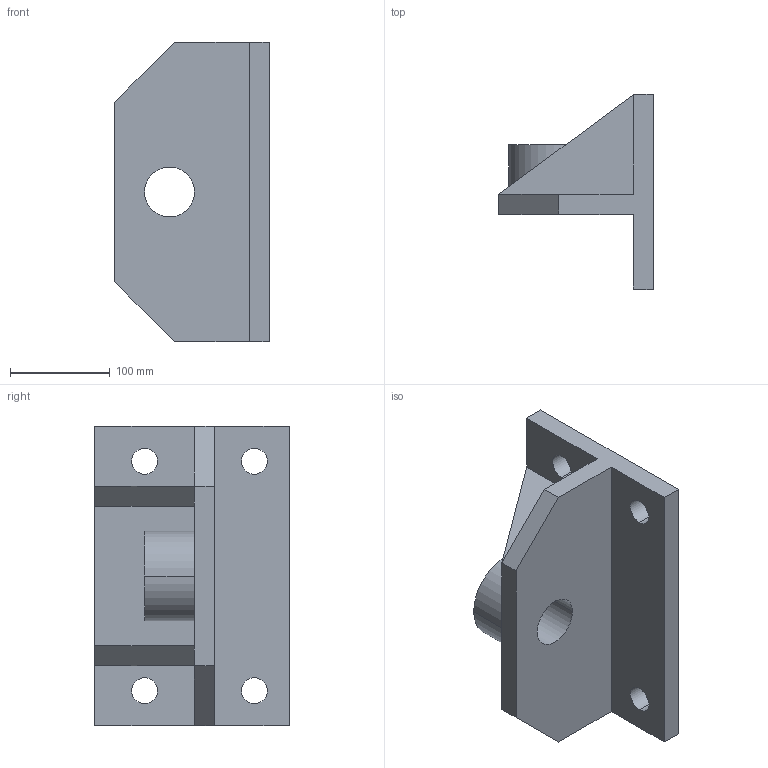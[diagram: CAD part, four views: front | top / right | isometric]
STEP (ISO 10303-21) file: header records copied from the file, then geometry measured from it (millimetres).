
FILE_DESCRIPTION (( 'STEP AP203' ), '1' );
FILE_NAME ('Support ????1.stp.STEP', '2025-09-15T21:12:39', ( '' ), ( '' ), 'SwSTEP 2.0', 'SolidWorks 2023', '' );
FILE_SCHEMA (( 'CONFIG_CONTROL_DESIGN' ));
Length unit declared in the file: centimetre
Products named in the file (1): Support เครน1.stp
Bounding box: 155 x 195 x 300 mm (x, y, z)
Volume: 2316167.2 mm3; surface area: 262407.1 mm2
Topology: 1 solids, 1 shells, 35 faces, 86 edges, 54 vertices
Faces by surface type: plane 23, cylinder 12
Entity records: 1119 total; most frequent: DIRECTION 182, CARTESIAN_POINT 176, ORIENTED_EDGE 172, EDGE_CURVE 86, VECTOR 62, LINE 62, AXIS2_PLACEMENT_3D 60, VERTEX_POINT 54
